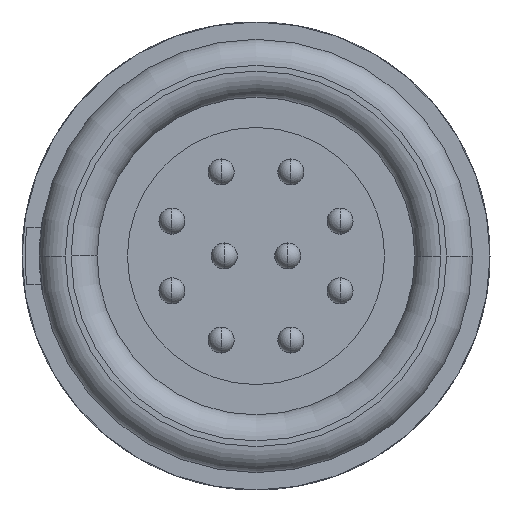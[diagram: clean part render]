
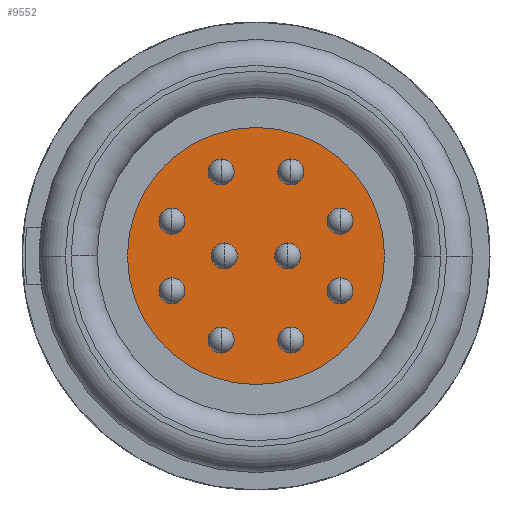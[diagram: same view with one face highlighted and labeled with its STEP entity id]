
A CAD part, left-side view. The second image highlights one B-rep face of the part: STEP entity #9552.
In plain terms, the highlighted planar face has unit normal (-1, 0, 0).
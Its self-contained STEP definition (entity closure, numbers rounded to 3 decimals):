
#2327=CARTESIAN_POINT('',(-2.5,0.,0.));
#2328=DIRECTION('',(-1.,0.,0.));
#2329=DIRECTION('',(0.,1.,0.));
#2330=AXIS2_PLACEMENT_3D('',#2327,#2328,#2329);
#2345=CARTESIAN_POINT('',(-2.5,0.,0.));
#2346=DIRECTION('',(-1.,0.,0.));
#2347=DIRECTION('',(0.,-1.,0.));
#2348=AXIS2_PLACEMENT_3D('',#2345,#2346,#2347);
#4424=CARTESIAN_POINT('',(-2.5,1.205,-2.91));
#4425=DIRECTION('',(-1.,0.,0.));
#4426=DIRECTION('',(0.,0.,1.));
#4427=AXIS2_PLACEMENT_3D('',#4424,#4425,#4426);
#4429=CARTESIAN_POINT('',(-2.5,1.205,-2.91));
#4430=DIRECTION('',(-1.,0.,0.));
#4431=DIRECTION('',(0.,0.,-1.));
#4432=AXIS2_PLACEMENT_3D('',#4429,#4430,#4431);
#4434=CARTESIAN_POINT('',(-2.5,2.91,-1.205));
#4435=DIRECTION('',(-1.,0.,0.));
#4436=DIRECTION('',(0.,0.,1.));
#4437=AXIS2_PLACEMENT_3D('',#4434,#4435,#4436);
#4439=CARTESIAN_POINT('',(-2.5,2.91,-1.205));
#4440=DIRECTION('',(-1.,0.,0.));
#4441=DIRECTION('',(0.,0.,-1.));
#4442=AXIS2_PLACEMENT_3D('',#4439,#4440,#4441);
#4444=CARTESIAN_POINT('',(-2.5,-1.205,-2.91));
#4445=DIRECTION('',(-1.,0.,0.));
#4446=DIRECTION('',(0.,0.,1.));
#4447=AXIS2_PLACEMENT_3D('',#4444,#4445,#4446);
#4449=CARTESIAN_POINT('',(-2.5,-1.205,-2.91));
#4450=DIRECTION('',(-1.,0.,0.));
#4451=DIRECTION('',(0.,0.,-1.));
#4452=AXIS2_PLACEMENT_3D('',#4449,#4450,#4451);
#4454=CARTESIAN_POINT('',(-2.5,-2.91,-1.205));
#4455=DIRECTION('',(-1.,0.,0.));
#4456=DIRECTION('',(0.,0.,1.));
#4457=AXIS2_PLACEMENT_3D('',#4454,#4455,#4456);
#4459=CARTESIAN_POINT('',(-2.5,-2.91,-1.205));
#4460=DIRECTION('',(-1.,0.,0.));
#4461=DIRECTION('',(0.,0.,-1.));
#4462=AXIS2_PLACEMENT_3D('',#4459,#4460,#4461);
#4464=CARTESIAN_POINT('',(-2.5,-2.91,1.205));
#4465=DIRECTION('',(-1.,0.,0.));
#4466=DIRECTION('',(0.,0.,1.));
#4467=AXIS2_PLACEMENT_3D('',#4464,#4465,#4466);
#4469=CARTESIAN_POINT('',(-2.5,-2.91,1.205));
#4470=DIRECTION('',(-1.,0.,0.));
#4471=DIRECTION('',(0.,0.,-1.));
#4472=AXIS2_PLACEMENT_3D('',#4469,#4470,#4471);
#4474=CARTESIAN_POINT('',(-2.5,-1.205,2.91));
#4475=DIRECTION('',(-1.,0.,0.));
#4476=DIRECTION('',(0.,0.,1.));
#4477=AXIS2_PLACEMENT_3D('',#4474,#4475,#4476);
#4479=CARTESIAN_POINT('',(-2.5,-1.205,2.91));
#4480=DIRECTION('',(-1.,0.,0.));
#4481=DIRECTION('',(0.,0.,-1.));
#4482=AXIS2_PLACEMENT_3D('',#4479,#4480,#4481);
#4484=CARTESIAN_POINT('',(-2.5,1.205,2.91));
#4485=DIRECTION('',(-1.,0.,0.));
#4486=DIRECTION('',(0.,0.,1.));
#4487=AXIS2_PLACEMENT_3D('',#4484,#4485,#4486);
#4489=CARTESIAN_POINT('',(-2.5,1.205,2.91));
#4490=DIRECTION('',(-1.,0.,0.));
#4491=DIRECTION('',(0.,0.,-1.));
#4492=AXIS2_PLACEMENT_3D('',#4489,#4490,#4491);
#4494=CARTESIAN_POINT('',(-2.5,2.91,1.205));
#4495=DIRECTION('',(-1.,0.,0.));
#4496=DIRECTION('',(0.,0.,1.));
#4497=AXIS2_PLACEMENT_3D('',#4494,#4495,#4496);
#4499=CARTESIAN_POINT('',(-2.5,2.91,1.205));
#4500=DIRECTION('',(-1.,0.,0.));
#4501=DIRECTION('',(0.,0.,-1.));
#4502=AXIS2_PLACEMENT_3D('',#4499,#4500,#4501);
#4504=CARTESIAN_POINT('',(-2.5,1.1,0.));
#4505=DIRECTION('',(-1.,0.,0.));
#4506=DIRECTION('',(0.,0.,1.));
#4507=AXIS2_PLACEMENT_3D('',#4504,#4505,#4506);
#4509=CARTESIAN_POINT('',(-2.5,1.1,0.));
#4510=DIRECTION('',(-1.,0.,0.));
#4511=DIRECTION('',(0.,0.,-1.));
#4512=AXIS2_PLACEMENT_3D('',#4509,#4510,#4511);
#4514=CARTESIAN_POINT('',(-2.5,-1.1,0.));
#4515=DIRECTION('',(-1.,0.,0.));
#4516=DIRECTION('',(0.,0.,1.));
#4517=AXIS2_PLACEMENT_3D('',#4514,#4515,#4516);
#4519=CARTESIAN_POINT('',(-2.5,-1.1,0.));
#4520=DIRECTION('',(-1.,0.,0.));
#4521=DIRECTION('',(0.,0.,-1.));
#4522=AXIS2_PLACEMENT_3D('',#4519,#4520,#4521);
#5950=CARTESIAN_POINT('',(-2.5,1.205,-2.46));
#5951=CARTESIAN_POINT('',(-2.5,1.205,-3.36));
#5952=VERTEX_POINT('',#5950);
#5953=VERTEX_POINT('',#5951);
#5954=CARTESIAN_POINT('',(-2.5,2.91,-0.755));
#5955=CARTESIAN_POINT('',(-2.5,2.91,-1.655));
#5956=VERTEX_POINT('',#5954);
#5957=VERTEX_POINT('',#5955);
#5958=CARTESIAN_POINT('',(-2.5,-1.205,-2.46));
#5959=CARTESIAN_POINT('',(-2.5,-1.205,-3.36));
#5960=VERTEX_POINT('',#5958);
#5961=VERTEX_POINT('',#5959);
#5962=CARTESIAN_POINT('',(-2.5,-2.91,-0.755));
#5963=CARTESIAN_POINT('',(-2.5,-2.91,-1.655));
#5964=VERTEX_POINT('',#5962);
#5965=VERTEX_POINT('',#5963);
#5966=CARTESIAN_POINT('',(-2.5,-2.91,1.655));
#5967=CARTESIAN_POINT('',(-2.5,-2.91,0.755));
#5968=VERTEX_POINT('',#5966);
#5969=VERTEX_POINT('',#5967);
#5970=CARTESIAN_POINT('',(-2.5,-1.205,3.36));
#5971=CARTESIAN_POINT('',(-2.5,-1.205,2.46));
#5972=VERTEX_POINT('',#5970);
#5973=VERTEX_POINT('',#5971);
#5974=CARTESIAN_POINT('',(-2.5,1.205,3.36));
#5975=CARTESIAN_POINT('',(-2.5,1.205,2.46));
#5976=VERTEX_POINT('',#5974);
#5977=VERTEX_POINT('',#5975);
#5978=CARTESIAN_POINT('',(-2.5,2.91,1.655));
#5979=CARTESIAN_POINT('',(-2.5,2.91,0.755));
#5980=VERTEX_POINT('',#5978);
#5981=VERTEX_POINT('',#5979);
#5982=CARTESIAN_POINT('',(-2.5,1.1,0.45));
#5983=CARTESIAN_POINT('',(-2.5,1.1,-0.45));
#5984=VERTEX_POINT('',#5982);
#5985=VERTEX_POINT('',#5983);
#5986=CARTESIAN_POINT('',(-2.5,-1.1,0.45));
#5987=CARTESIAN_POINT('',(-2.5,-1.1,-0.45));
#5988=VERTEX_POINT('',#5986);
#5989=VERTEX_POINT('',#5987);
#6209=CARTESIAN_POINT('',(-2.5,-4.45,0.));
#6210=CARTESIAN_POINT('',(-2.5,4.45,0.));
#6211=VERTEX_POINT('',#6209);
#6212=VERTEX_POINT('',#6210);
#9483=CARTESIAN_POINT('',(-2.5,0.,0.));
#9484=DIRECTION('',(1.,0.,0.));
#9485=DIRECTION('',(0.,0.,-1.));
#9486=AXIS2_PLACEMENT_3D('',#9483,#9484,#9485);
#9487=PLANE('',#9486);
#9488=ORIENTED_EDGE('',*,*,#7202,.F.);
#9489=ORIENTED_EDGE('',*,*,#7173,.F.);
#9490=EDGE_LOOP('',(#9488,#9489));
#9491=FACE_OUTER_BOUND('',#9490,.F.);
#9493=ORIENTED_EDGE('',*,*,#9492,.T.);
#9495=ORIENTED_EDGE('',*,*,#9494,.T.);
#9496=EDGE_LOOP('',(#9493,#9495));
#9497=FACE_BOUND('',#9496,.F.);
#9499=ORIENTED_EDGE('',*,*,#9498,.T.);
#9501=ORIENTED_EDGE('',*,*,#9500,.T.);
#9502=EDGE_LOOP('',(#9499,#9501));
#9503=FACE_BOUND('',#9502,.F.);
#9505=ORIENTED_EDGE('',*,*,#9504,.T.);
#9507=ORIENTED_EDGE('',*,*,#9506,.T.);
#9508=EDGE_LOOP('',(#9505,#9507));
#9509=FACE_BOUND('',#9508,.F.);
#9511=ORIENTED_EDGE('',*,*,#9510,.T.);
#9513=ORIENTED_EDGE('',*,*,#9512,.T.);
#9514=EDGE_LOOP('',(#9511,#9513));
#9515=FACE_BOUND('',#9514,.F.);
#9517=ORIENTED_EDGE('',*,*,#9516,.T.);
#9519=ORIENTED_EDGE('',*,*,#9518,.T.);
#9520=EDGE_LOOP('',(#9517,#9519));
#9521=FACE_BOUND('',#9520,.F.);
#9523=ORIENTED_EDGE('',*,*,#9522,.T.);
#9525=ORIENTED_EDGE('',*,*,#9524,.T.);
#9526=EDGE_LOOP('',(#9523,#9525));
#9527=FACE_BOUND('',#9526,.F.);
#9529=ORIENTED_EDGE('',*,*,#9528,.T.);
#9531=ORIENTED_EDGE('',*,*,#9530,.T.);
#9532=EDGE_LOOP('',(#9529,#9531));
#9533=FACE_BOUND('',#9532,.F.);
#9535=ORIENTED_EDGE('',*,*,#9534,.T.);
#9537=ORIENTED_EDGE('',*,*,#9536,.T.);
#9538=EDGE_LOOP('',(#9535,#9537));
#9539=FACE_BOUND('',#9538,.F.);
#9541=ORIENTED_EDGE('',*,*,#9540,.T.);
#9543=ORIENTED_EDGE('',*,*,#9542,.T.);
#9544=EDGE_LOOP('',(#9541,#9543));
#9545=FACE_BOUND('',#9544,.F.);
#9547=ORIENTED_EDGE('',*,*,#9546,.T.);
#9549=ORIENTED_EDGE('',*,*,#9548,.T.);
#9550=EDGE_LOOP('',(#9547,#9549));
#9551=FACE_BOUND('',#9550,.F.);
#9552=ADVANCED_FACE('',(#9491,#9497,#9503,#9509,#9515,#9521,#9527,#9533,#9539,
#9545,#9551),#9487,.F.);
#2331=CIRCLE('',#2330,4.45);
#2349=CIRCLE('',#2348,4.45);
#4428=CIRCLE('',#4427,0.45);
#4433=CIRCLE('',#4432,0.45);
#4438=CIRCLE('',#4437,0.45);
#4443=CIRCLE('',#4442,0.45);
#4448=CIRCLE('',#4447,0.45);
#4453=CIRCLE('',#4452,0.45);
#4458=CIRCLE('',#4457,0.45);
#4463=CIRCLE('',#4462,0.45);
#4468=CIRCLE('',#4467,0.45);
#4473=CIRCLE('',#4472,0.45);
#4478=CIRCLE('',#4477,0.45);
#4483=CIRCLE('',#4482,0.45);
#4488=CIRCLE('',#4487,0.45);
#4493=CIRCLE('',#4492,0.45);
#4498=CIRCLE('',#4497,0.45);
#4503=CIRCLE('',#4502,0.45);
#4508=CIRCLE('',#4507,0.45);
#4513=CIRCLE('',#4512,0.45);
#4518=CIRCLE('',#4517,0.45);
#4523=CIRCLE('',#4522,0.45);
#7173=EDGE_CURVE('',#6212,#6211,#2331,.T.);
#7202=EDGE_CURVE('',#6211,#6212,#2349,.T.);
#9492=EDGE_CURVE('',#5952,#5953,#4428,.T.);
#9494=EDGE_CURVE('',#5953,#5952,#4433,.T.);
#9498=EDGE_CURVE('',#5956,#5957,#4438,.T.);
#9500=EDGE_CURVE('',#5957,#5956,#4443,.T.);
#9504=EDGE_CURVE('',#5960,#5961,#4448,.T.);
#9506=EDGE_CURVE('',#5961,#5960,#4453,.T.);
#9510=EDGE_CURVE('',#5964,#5965,#4458,.T.);
#9512=EDGE_CURVE('',#5965,#5964,#4463,.T.);
#9516=EDGE_CURVE('',#5968,#5969,#4468,.T.);
#9518=EDGE_CURVE('',#5969,#5968,#4473,.T.);
#9522=EDGE_CURVE('',#5972,#5973,#4478,.T.);
#9524=EDGE_CURVE('',#5973,#5972,#4483,.T.);
#9528=EDGE_CURVE('',#5976,#5977,#4488,.T.);
#9530=EDGE_CURVE('',#5977,#5976,#4493,.T.);
#9534=EDGE_CURVE('',#5980,#5981,#4498,.T.);
#9536=EDGE_CURVE('',#5981,#5980,#4503,.T.);
#9540=EDGE_CURVE('',#5984,#5985,#4508,.T.);
#9542=EDGE_CURVE('',#5985,#5984,#4513,.T.);
#9546=EDGE_CURVE('',#5988,#5989,#4518,.T.);
#9548=EDGE_CURVE('',#5989,#5988,#4523,.T.);
